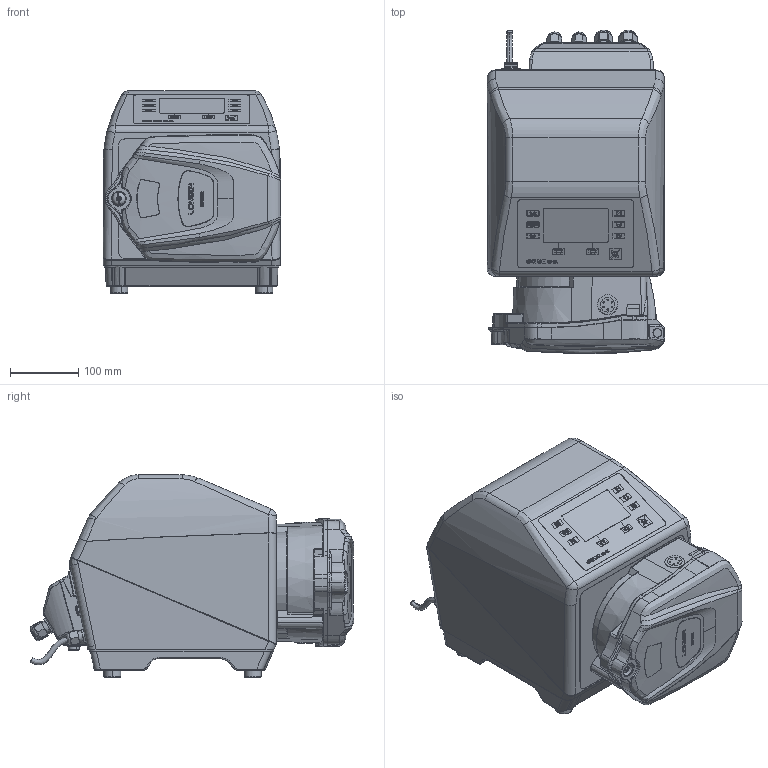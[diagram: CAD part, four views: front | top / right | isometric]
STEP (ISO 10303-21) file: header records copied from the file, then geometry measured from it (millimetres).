
FILE_DESCRIPTION (( 'STEP AP203' ), '1' );
FILE_NAME ('GP01&GPH02.STEP', '2023-07-12T08:30:55', ( 'lg' ), ( '' ), 'SwSTEP 2.0', 'SolidWorks 2013', '' );
FILE_SCHEMA (( 'CONFIG_CONTROL_DESIGN' ));
Products named in the file (1): GP01&GPH02
Bounding box: 261 x 475.73 x 297.32 mm (x, y, z)
Surface area: 660111.7 mm2 (no closed solid volume)
Topology: 0 solids, 122 shells, 2209 faces, 7944 edges, 5670 vertices
Faces by surface type: cylinder 737, plane 641, bspline 614, torus 98, cone 87, sphere 32
Entity records: 111261 total; most frequent: CARTESIAN_POINT 51848, ORIENTED_EDGE 12459, DIRECTION 10743, EDGE_CURVE 7936, VERTEX_POINT 5669, AXIS2_PLACEMENT_3D 3676, VECTOR 3391, LINE 3391
